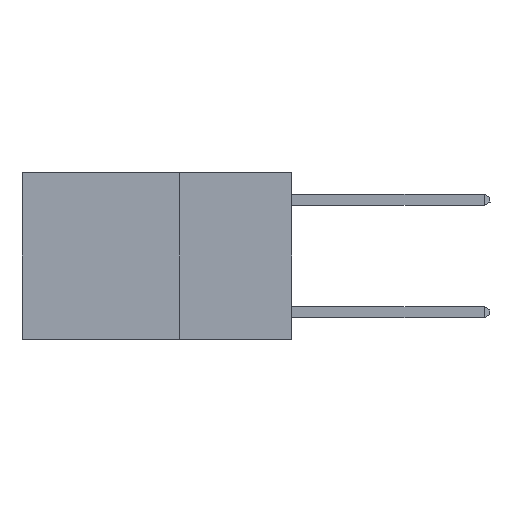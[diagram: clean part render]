
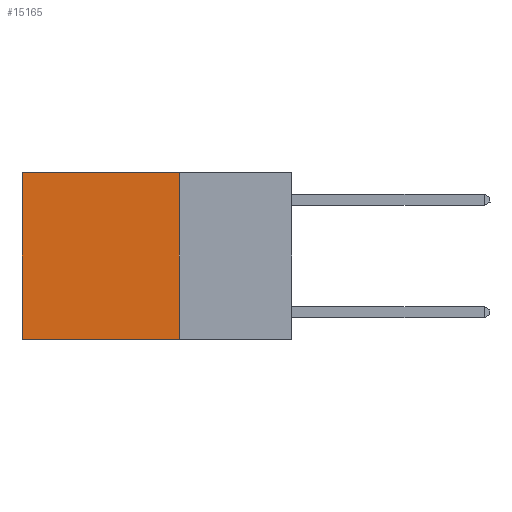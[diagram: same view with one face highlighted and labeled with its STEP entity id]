
A CAD part, left-side view. The second image highlights one B-rep face of the part: STEP entity #15165.
In plain terms, the highlighted planar face has unit normal (-1, 0, 0).
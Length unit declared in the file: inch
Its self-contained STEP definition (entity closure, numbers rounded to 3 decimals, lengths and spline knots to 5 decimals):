
#8 = EDGE_LOOP ( 'NONE', ( #7169, #14745, #8940, #4211 ) ) ;
#1671 = EDGE_CURVE ( 'NONE', #16516, #20910, #5334, .T. ) ;
#2966 = EDGE_CURVE ( 'NONE', #25554, #22569, #5310, .T. ) ;
#3330 = EDGE_CURVE ( 'NONE', #20910, #22569, #31011, .T. ) ;
#3600 = CARTESIAN_POINT ( 'NONE',  ( 0.2625, 0.25, 0. ) ) ;
#4211 = ORIENTED_EDGE ( 'NONE', *, *, #26402, .T. ) ;
#5310 = LINE ( 'NONE', #8436, #8718 ) ;
#5334 = LINE ( 'NONE', #31054, #26535 ) ;
#5899 = AXIS2_PLACEMENT_3D ( 'NONE', #14103, #31129, #12417 ) ;
#7169 = ORIENTED_EDGE ( 'NONE', *, *, #2966, .T. ) ;
#8436 = CARTESIAN_POINT ( 'NONE',  ( 0.2625, 0.6, 0. ) ) ;
#8718 = VECTOR ( 'NONE', #27591, 39.37008 ) ;
#8940 = ORIENTED_EDGE ( 'NONE', *, *, #1671, .F. ) ;
#10884 = VECTOR ( 'NONE', #21834, 39.37008 ) ;
#11683 = PLANE ( 'NONE',  #5899 ) ;
#12417 = DIRECTION ( 'NONE',  ( 0., 0., -1. ) ) ;
#14103 = CARTESIAN_POINT ( 'NONE',  ( 0.2625, 0.25, 0. ) ) ;
#14336 = VECTOR ( 'NONE', #25801, 39.37008 ) ;
#14745 = ORIENTED_EDGE ( 'NONE', *, *, #3330, .F. ) ;
#14808 = CARTESIAN_POINT ( 'NONE',  ( 0.2625, 0.6, 0. ) ) ;
#15165 = ADVANCED_FACE ( 'NONE', ( #26760 ), #11683, .F. ) ;
#15224 = CARTESIAN_POINT ( 'NONE',  ( 0.2625, 0.25, -0.37 ) ) ;
#16516 = VERTEX_POINT ( 'NONE', #3600 ) ;
#17296 = CARTESIAN_POINT ( 'NONE',  ( 0.2625, 0.25, 0. ) ) ;
#18987 = DIRECTION ( 'NONE',  ( 0., 0., -1. ) ) ;
#20900 = CARTESIAN_POINT ( 'NONE',  ( 0.2625, 0.25, -0.37 ) ) ;
#20910 = VERTEX_POINT ( 'NONE', #15224 ) ;
#21834 = DIRECTION ( 'NONE',  ( 0., 1., 0. ) ) ;
#22569 = VERTEX_POINT ( 'NONE', #24326 ) ;
#24326 = CARTESIAN_POINT ( 'NONE',  ( 0.2625, 0.6, -0.37 ) ) ;
#25554 = VERTEX_POINT ( 'NONE', #14808 ) ;
#25801 = DIRECTION ( 'NONE',  ( 0., 1., 0. ) ) ;
#26402 = EDGE_CURVE ( 'NONE', #16516, #25554, #27569, .T. ) ;
#26535 = VECTOR ( 'NONE', #18987, 39.37008 ) ;
#26760 = FACE_OUTER_BOUND ( 'NONE', #8, .T. ) ;
#27569 = LINE ( 'NONE', #17296, #10884 ) ;
#27591 = DIRECTION ( 'NONE',  ( 0., 0., -1. ) ) ;
#31011 = LINE ( 'NONE', #20900, #14336 ) ;
#31054 = CARTESIAN_POINT ( 'NONE',  ( 0.2625, 0.25, 0. ) ) ;
#31129 = DIRECTION ( 'NONE',  ( 1., 0., 0. ) ) ;
